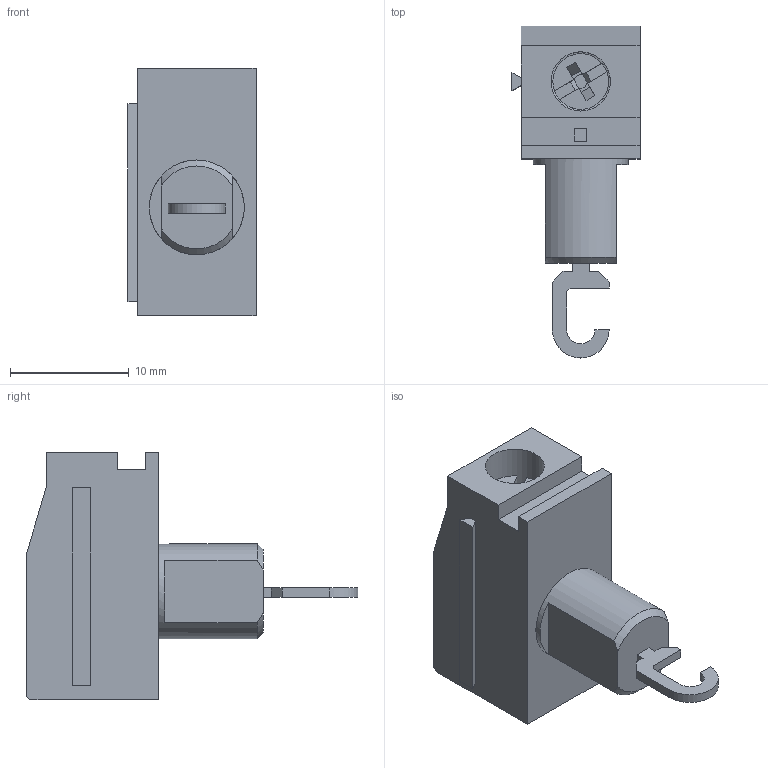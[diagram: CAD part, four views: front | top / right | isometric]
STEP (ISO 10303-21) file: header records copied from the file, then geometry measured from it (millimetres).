
FILE_DESCRIPTION( ( 'STEP AP214' ), '1' );
FILE_NAME( 'MPT410-U.stp', ' ', ( ' ' ), ( ' ' ), 'PSStep 14.0', 'VISI 19.0', ' ' );
FILE_SCHEMA( ( 'AUTOMOTIVE_DESIGN { 1 0 10303 214 1 1 1 1 }' ) );
Length unit declared in the file: millimetre
Products named in the file (1): 1
Bounding box: 10.8 x 28 x 20.9 mm (x, y, z)
Volume: 2423.6 mm3; surface area: 1747.6 mm2
Topology: 1 solids, 2 shells, 91 faces, 232 edges, 152 vertices
Faces by surface type: plane 78, cylinder 9, cone 4
Full cylindrical faces by diameter (mm): 2.6 x1, 4.7 x1, 5 x1, 8 x1
Entity records: 3403 total; most frequent: CARTESIAN_POINT 494, ORIENTED_EDGE 442, DIRECTION 426, EDGE_CURVE 221, LINE 190, VECTOR 190, VERTEX_POINT 148, AXIS2_PLACEMENT_3D 118
